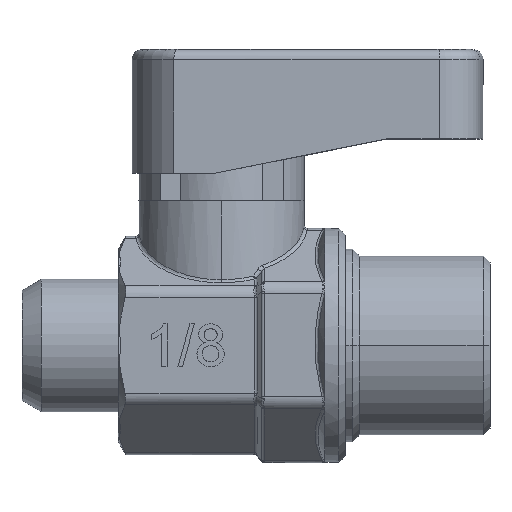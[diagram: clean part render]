
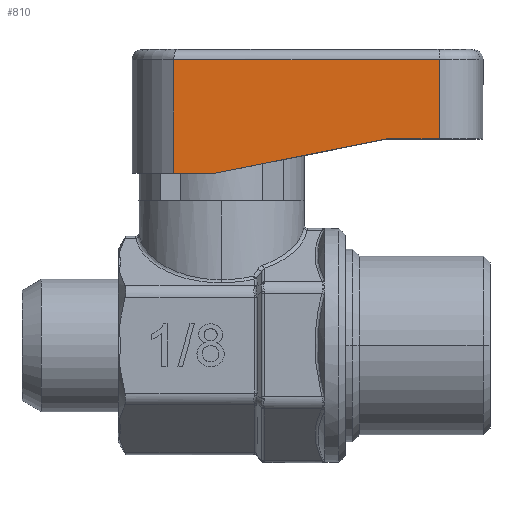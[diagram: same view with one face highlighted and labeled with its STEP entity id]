
A CAD part, top view. The second image highlights one B-rep face of the part: STEP entity #810.
In plain terms, the highlighted planar face has unit normal (0, 0, 1).
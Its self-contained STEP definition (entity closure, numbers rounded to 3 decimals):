
#810 = ADVANCED_FACE ( 'NONE', ( #7785 ), #13720, .T. ) ;
#4119 = LINE ( 'NONE', #26073, #4121 ) ;
#4121 = VECTOR ( 'NONE', #26074, 1000. ) ;
#5375 = LINE ( 'NONE', #6664, #5385 ) ;
#5379 = LINE ( 'NONE', #6661, #5381 ) ;
#5380 = LINE ( 'NONE', #6668, #5383 ) ;
#5381 = VECTOR ( 'NONE', #6657, 1000. ) ;
#5383 = VECTOR ( 'NONE', #6669, 1000. ) ;
#5384 = LINE ( 'NONE', #6671, #5387 ) ;
#5385 = VECTOR ( 'NONE', #6670, 1000. ) ;
#5386 = LINE ( 'NONE', #6673, #5389 ) ;
#5387 = VECTOR ( 'NONE', #6672, 1000. ) ;
#5389 = VECTOR ( 'NONE', #6674, 1000. ) ;
#6282 = AXIS2_PLACEMENT_3D ( 'NONE', #13718, #13722, #13723 ) ;
#6657 = DIRECTION ( 'NONE',  ( -1., 0., 0. ) ) ;
#6661 = CARTESIAN_POINT ( 'NONE',  ( 1.716, 20.75, 5.5 ) ) ;
#6664 = CARTESIAN_POINT ( 'NONE',  ( 1.716, 12.5, 5.5 ) ) ;
#6668 = CARTESIAN_POINT ( 'NONE',  ( 1.716, 12.5, 5.5 ) ) ;
#6669 = DIRECTION ( 'NONE',  ( 0., 1., 0. ) ) ;
#6670 = DIRECTION ( 'NONE',  ( 1., 0., 0. ) ) ;
#6671 = CARTESIAN_POINT ( 'NONE',  ( 17.18, 15., 5.5 ) ) ;
#6672 = DIRECTION ( 'NONE',  ( 0.981, 0.196, 0. ) ) ;
#6673 = CARTESIAN_POINT ( 'NONE',  ( 24.18, 15., 5.5 ) ) ;
#6674 = DIRECTION ( 'NONE',  ( 1., 0., 0. ) ) ;
#7785 = FACE_OUTER_BOUND ( 'NONE', #18945, .T. ) ;
#9318 = ORIENTED_EDGE ( 'NONE', *, *, #13984, .T. ) ;
#9319 = ORIENTED_EDGE ( 'NONE', *, *, #16494, .T. ) ;
#9320 = ORIENTED_EDGE ( 'NONE', *, *, #16495, .F. ) ;
#9321 = ORIENTED_EDGE ( 'NONE', *, *, #16496, .T. ) ;
#9322 = ORIENTED_EDGE ( 'NONE', *, *, #16497, .T. ) ;
#9323 = ORIENTED_EDGE ( 'NONE', *, *, #16498, .T. ) ;
#12396 = VERTEX_POINT ( 'NONE', #20465 ) ;
#12398 = VERTEX_POINT ( 'NONE', #20466 ) ;
#12400 = VERTEX_POINT ( 'NONE', #20467 ) ;
#12402 = VERTEX_POINT ( 'NONE', #20468 ) ;
#12406 = VERTEX_POINT ( 'NONE', #20470 ) ;
#12408 = VERTEX_POINT ( 'NONE', #20471 ) ;
#13718 = CARTESIAN_POINT ( 'NONE',  ( 1.716, 12.5, 5.5 ) ) ;
#13720 = PLANE ( 'NONE',  #6282 ) ;
#13722 = DIRECTION ( 'NONE',  ( 0., 0., 1. ) ) ;
#13723 = DIRECTION ( 'NONE',  ( 1., 0., 0. ) ) ;
#13984 = EDGE_CURVE ( 'NONE', #12398, #12396, #4119, .T. ) ;
#16494 = EDGE_CURVE ( 'NONE', #12396, #12400, #5379, .T. ) ;
#16495 = EDGE_CURVE ( 'NONE', #12402, #12400, #5380, .T. ) ;
#16496 = EDGE_CURVE ( 'NONE', #12402, #12406, #5375, .T. ) ;
#16497 = EDGE_CURVE ( 'NONE', #12406, #12408, #5384, .T. ) ;
#16498 = EDGE_CURVE ( 'NONE', #12408, #12398, #5386, .T. ) ;
#18945 = EDGE_LOOP ( 'NONE', ( #9318, #9319, #9320, #9321, #9322, #9323 ) ) ;
#20465 = CARTESIAN_POINT ( 'NONE',  ( 20.984, 20.75, 5.5 ) ) ;
#20466 = CARTESIAN_POINT ( 'NONE',  ( 20.984, 15., 5.5 ) ) ;
#20467 = CARTESIAN_POINT ( 'NONE',  ( 1.716, 20.75, 5.5 ) ) ;
#20468 = CARTESIAN_POINT ( 'NONE',  ( 1.716, 12.5, 5.5 ) ) ;
#20470 = CARTESIAN_POINT ( 'NONE',  ( 4.68, 12.5, 5.5 ) ) ;
#20471 = CARTESIAN_POINT ( 'NONE',  ( 17.18, 15., 5.5 ) ) ;
#26073 = CARTESIAN_POINT ( 'NONE',  ( 20.984, 12.5, 5.5 ) ) ;
#26074 = DIRECTION ( 'NONE',  ( 0., 1., 0. ) ) ;
